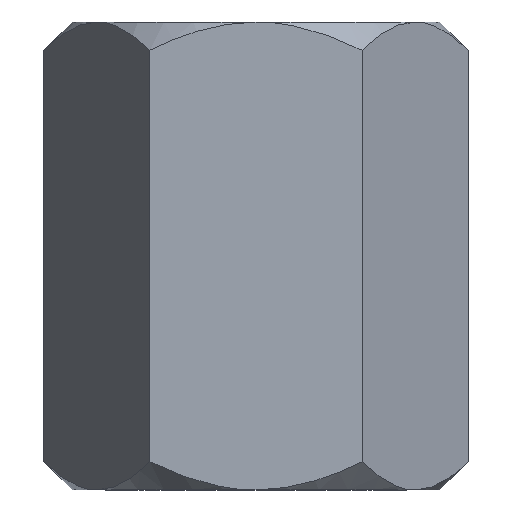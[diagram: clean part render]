
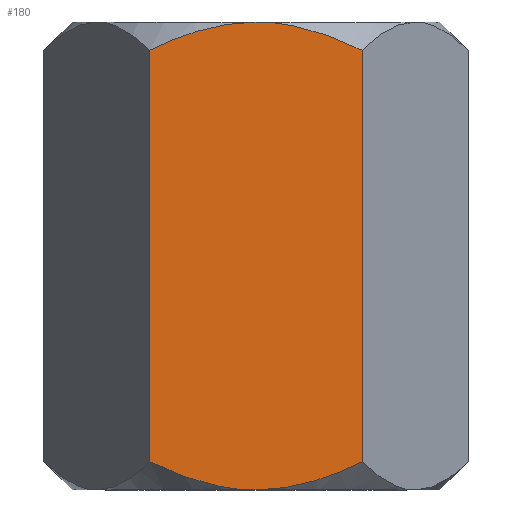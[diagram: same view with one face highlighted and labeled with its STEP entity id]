
A CAD part, left-side view. The second image highlights one B-rep face of the part: STEP entity #180.
In plain terms, the highlighted planar face has unit normal (-1, 0, 0).
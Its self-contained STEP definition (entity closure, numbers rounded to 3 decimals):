
#15 = CARTESIAN_POINT ( 'NONE',  ( -11., -2.206, -27.794 ) ) ;
#17 = ORIENTED_EDGE ( 'NONE', *, *, #342, .T. ) ;
#19 = CARTESIAN_POINT ( 'NONE',  ( -11., 3.804, -27.372 ) ) ;
#21 = VERTEX_POINT ( 'NONE', #240 ) ;
#23 = CARTESIAN_POINT ( 'NONE',  ( -11., 0., -28. ) ) ;
#32 = CARTESIAN_POINT ( 'NONE',  ( -11., 0., -28. ) ) ;
#34 = CARTESIAN_POINT ( 'NONE',  ( -11., -0.557, -27.989 ) ) ;
#36 = ORIENTED_EDGE ( 'NONE', *, *, #97, .T. ) ;
#84 = B_SPLINE_CURVE_WITH_KNOTS ( 'NONE', 3,
 ( #660, #619, #665, #606, #318, #140, #670, #501 ),
 .UNSPECIFIED., .F., .F.,
 ( 4, 2, 2, 4 ),
 ( 0.024, 0.026, 0.027, 0.031 ),
 .UNSPECIFIED. ) ;
#85 = CARTESIAN_POINT ( 'NONE',  ( -11., -1.111, -27.947 ) ) ;
#96 = DIRECTION ( 'NONE',  ( 0., 0., 1. ) ) ;
#97 = EDGE_CURVE ( 'NONE', #515, #21, #647, .T. ) ;
#133 = CARTESIAN_POINT ( 'NONE',  ( -11., 6.351, -1.702 ) ) ;
#140 = CARTESIAN_POINT ( 'NONE',  ( -11., -2.198, -0.17 ) ) ;
#142 = CARTESIAN_POINT ( 'NONE',  ( -11., 1.11, -28. ) ) ;
#154 = LINE ( 'NONE', #625, #368 ) ;
#155 = EDGE_LOOP ( 'NONE', ( #260, #36, #738, #17, #285, #523 ) ) ;
#157 = EDGE_CURVE ( 'NONE', #21, #159, #547, .T. ) ;
#159 = VERTEX_POINT ( 'NONE', #439 ) ;
#179 = CARTESIAN_POINT ( 'NONE',  ( -11., -6.351, -1.702 ) ) ;
#180 = ADVANCED_FACE ( 'NONE', ( #374 ), #264, .T. ) ;
#191 = CARTESIAN_POINT ( 'NONE',  ( -11., -4.332, -27.187 ) ) ;
#192 = LINE ( 'NONE', #327, #335 ) ;
#196 = CARTESIAN_POINT ( 'NONE',  ( -11., 4.332, -0.813 ) ) ;
#201 = CARTESIAN_POINT ( 'NONE',  ( -11., 6.351, -26.298 ) ) ;
#206 = CARTESIAN_POINT ( 'NONE',  ( -11., 0., 0. ) ) ;
#209 = CARTESIAN_POINT ( 'NONE',  ( -11., -6.351, -26.298 ) ) ;
#217 = VERTEX_POINT ( 'NONE', #573 ) ;
#230 = CARTESIAN_POINT ( 'NONE',  ( -11., 6.351, -1.702 ) ) ;
#231 = B_SPLINE_CURVE_WITH_KNOTS ( 'NONE', 3,
 ( #206, #435, #674, #482, #717, #384, #423, #721, #196, #426, #727, #230 ),
 .UNSPECIFIED., .F., .F.,
 ( 4, 2, 2, 2, 2, 4 ),
 ( 0.031, 0.032, 0.032, 0.034, 0.036, 0.037 ),
 .UNSPECIFIED. ) ;
#240 = CARTESIAN_POINT ( 'NONE',  ( -11., 0., -28. ) ) ;
#252 = CARTESIAN_POINT ( 'NONE',  ( -11., -5.36, -26.773 ) ) ;
#260 = ORIENTED_EDGE ( 'NONE', *, *, #495, .F. ) ;
#264 = PLANE ( 'NONE',  #289 ) ;
#268 = CARTESIAN_POINT ( 'NONE',  ( -11., -1.387, -27.916 ) ) ;
#285 = ORIENTED_EDGE ( 'NONE', *, *, #509, .T. ) ;
#289 = AXIS2_PLACEMENT_3D ( 'NONE', #673, #557, #609 ) ;
#315 = CARTESIAN_POINT ( 'NONE',  ( -11., 5.856, -26.545 ) ) ;
#318 = CARTESIAN_POINT ( 'NONE',  ( -11., -3.804, -0.628 ) ) ;
#320 = CARTESIAN_POINT ( 'NONE',  ( -11., 5.354, -26.775 ) ) ;
#327 = CARTESIAN_POINT ( 'NONE',  ( -11., 6.351, -28. ) ) ;
#335 = VECTOR ( 'NONE', #600, 1000. ) ;
#342 = EDGE_CURVE ( 'NONE', #159, #446, #154, .T. ) ;
#368 = VECTOR ( 'NONE', #96, 1000. ) ;
#374 = FACE_OUTER_BOUND ( 'NONE', #155, .T. ) ;
#384 = CARTESIAN_POINT ( 'NONE',  ( -11., 2.206, -0.206 ) ) ;
#386 = CARTESIAN_POINT ( 'NONE',  ( -11., -3.805, -27.372 ) ) ;
#423 = CARTESIAN_POINT ( 'NONE',  ( -11., 2.743, -0.326 ) ) ;
#426 = CARTESIAN_POINT ( 'NONE',  ( -11., 5.36, -1.227 ) ) ;
#435 = CARTESIAN_POINT ( 'NONE',  ( -11., 0.277, 0. ) ) ;
#439 = CARTESIAN_POINT ( 'NONE',  ( -11., -6.351, -26.298 ) ) ;
#446 = VERTEX_POINT ( 'NONE', #179 ) ;
#482 = CARTESIAN_POINT ( 'NONE',  ( -11., 1.111, -0.053 ) ) ;
#495 = EDGE_CURVE ( 'NONE', #515, #742, #192, .T. ) ;
#499 = CARTESIAN_POINT ( 'NONE',  ( -11., -2.743, -27.674 ) ) ;
#501 = CARTESIAN_POINT ( 'NONE',  ( -11., 0., 0. ) ) ;
#509 = EDGE_CURVE ( 'NONE', #446, #217, #84, .T. ) ;
#515 = VERTEX_POINT ( 'NONE', #201 ) ;
#523 = ORIENTED_EDGE ( 'NONE', *, *, #599, .T. ) ;
#546 = CARTESIAN_POINT ( 'NONE',  ( -11., 4.329, -27.188 ) ) ;
#547 = B_SPLINE_CURVE_WITH_KNOTS ( 'NONE', 3,
 ( #32, #563, #34, #85, #268, #15, #499, #386, #191, #252, #736, #209 ),
 .UNSPECIFIED., .F., .F.,
 ( 4, 2, 2, 2, 2, 4 ),
 ( 0.031, 0.032, 0.032, 0.034, 0.036, 0.037 ),
 .UNSPECIFIED. ) ;
#550 = CARTESIAN_POINT ( 'NONE',  ( -11., 2.198, -27.83 ) ) ;
#557 = DIRECTION ( 'NONE',  ( -1., 0., 0. ) ) ;
#563 = CARTESIAN_POINT ( 'NONE',  ( -11., -0.277, -28. ) ) ;
#573 = CARTESIAN_POINT ( 'NONE',  ( -11., 0., 0. ) ) ;
#599 = EDGE_CURVE ( 'NONE', #217, #742, #231, .T. ) ;
#600 = DIRECTION ( 'NONE',  ( 0., 0., 1. ) ) ;
#606 = CARTESIAN_POINT ( 'NONE',  ( -11., -4.329, -0.812 ) ) ;
#609 = DIRECTION ( 'NONE',  ( 0., 0., 1. ) ) ;
#619 = CARTESIAN_POINT ( 'NONE',  ( -11., -5.856, -1.455 ) ) ;
#625 = CARTESIAN_POINT ( 'NONE',  ( -11., -6.351, -28. ) ) ;
#647 = B_SPLINE_CURVE_WITH_KNOTS ( 'NONE', 3,
 ( #729, #315, #320, #546, #19, #550, #142, #23 ),
 .UNSPECIFIED., .F., .F.,
 ( 4, 2, 2, 4 ),
 ( 0.024, 0.026, 0.027, 0.031 ),
 .UNSPECIFIED. ) ;
#660 = CARTESIAN_POINT ( 'NONE',  ( -11., -6.351, -1.702 ) ) ;
#665 = CARTESIAN_POINT ( 'NONE',  ( -11., -5.354, -1.225 ) ) ;
#670 = CARTESIAN_POINT ( 'NONE',  ( -11., -1.11, 0. ) ) ;
#673 = CARTESIAN_POINT ( 'NONE',  ( -11., 6.351, -28. ) ) ;
#674 = CARTESIAN_POINT ( 'NONE',  ( -11., 0.557, -0.011 ) ) ;
#717 = CARTESIAN_POINT ( 'NONE',  ( -11., 1.387, -0.084 ) ) ;
#721 = CARTESIAN_POINT ( 'NONE',  ( -11., 3.805, -0.628 ) ) ;
#727 = CARTESIAN_POINT ( 'NONE',  ( -11., 5.86, -1.456 ) ) ;
#729 = CARTESIAN_POINT ( 'NONE',  ( -11., 6.351, -26.298 ) ) ;
#736 = CARTESIAN_POINT ( 'NONE',  ( -11., -5.86, -26.544 ) ) ;
#738 = ORIENTED_EDGE ( 'NONE', *, *, #157, .T. ) ;
#742 = VERTEX_POINT ( 'NONE', #133 ) ;
